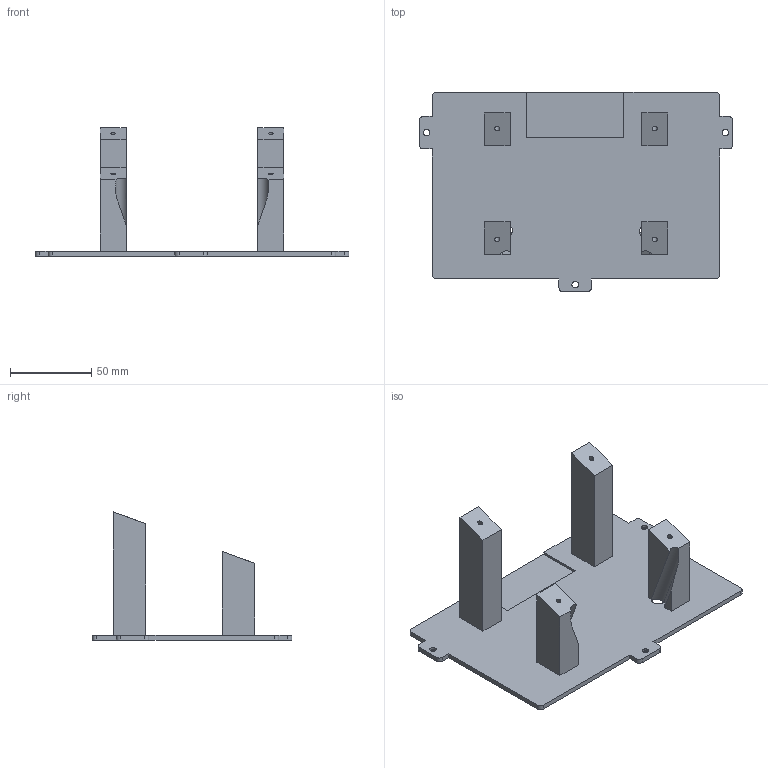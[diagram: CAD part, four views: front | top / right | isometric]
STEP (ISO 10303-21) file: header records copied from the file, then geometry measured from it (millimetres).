
FILE_DESCRIPTION(/* description */ (''),/* implementation_level */ '2;1');
FILE_NAME(/* name */ 'pcb_support.step',/* time_stamp */ '2025-07-19T16:08:16+02:00',/* author */ (''),/* organization */ (''),/* preprocessor_version */ 'ST-DEVELOPER v20',/* originating_system */ 'Autodesk Translation Framework v13.20.0.188',/* authorisation */ '');
FILE_SCHEMA (('AUTOMOTIVE_DESIGN { 1 0 10303 214 3 1 1 }'));
Length unit declared in the file: millimetre
Products named in the file (1): Keybowl complete
Bounding box: 193 x 123 x 78.92 mm (x, y, z)
Volume: 130124.7 mm3; surface area: 62899.6 mm2
Topology: 1 solids, 1 shells, 84 faces, 225 edges, 149 vertices
Faces by surface type: plane 58, cylinder 23, cone 3
Full cylindrical faces by diameter (mm): 4 x3, 6 x4, 8 x2
Entity records: 2706 total; most frequent: CARTESIAN_POINT 459, ORIENTED_EDGE 450, DIRECTION 450, EDGE_CURVE 225, LINE 170, VECTOR 170, VERTEX_POINT 149, AXIS2_PLACEMENT_3D 140
